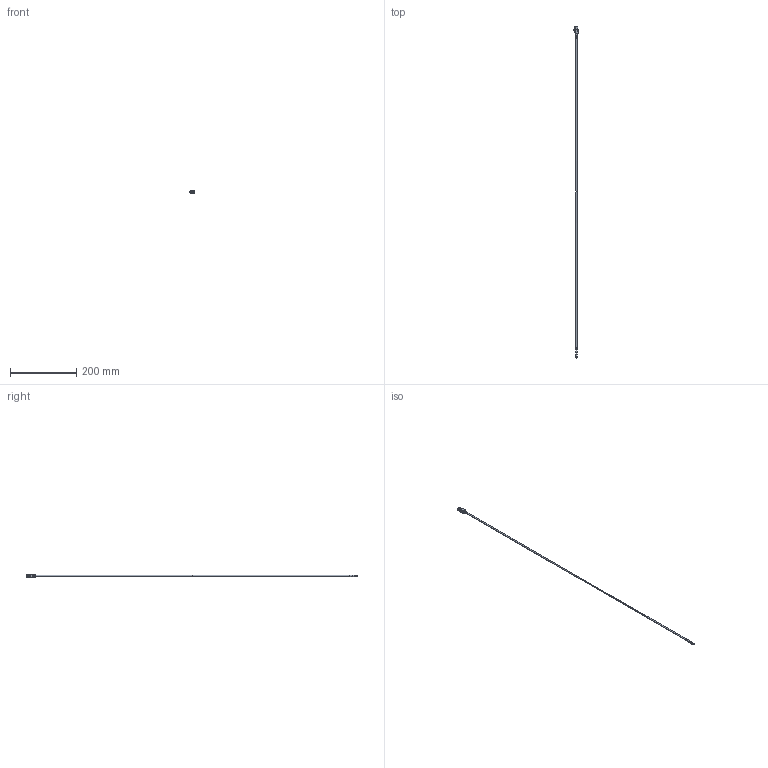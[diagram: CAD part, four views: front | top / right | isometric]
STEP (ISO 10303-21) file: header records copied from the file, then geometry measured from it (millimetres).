
FILE_DESCRIPTION (( 'STEP AP203' ), '1' );
FILE_NAME ('INGUN_SE-STPGG-100HMTDFG100HMTDFGZ.STEP', '2022-05-09T12:26:00', ( 'ochi' ), ( '' ), 'SwSTEP 2.0', 'SolidWorks 2018', '' );
FILE_SCHEMA (( 'CONFIG_CONTROL_DESIGN' ));
Length unit declared in the file: millimetre
Products named in the file (1): INGUN_SE-STPGG-100HMTDFG100HMTDFGZ
Bounding box: 13 x 1000 x 11 mm (x, y, z)
Volume: 13048.4 mm3; surface area: 13609.7 mm2
Topology: 1 solids, 1 shells, 860 faces, 2507 edges, 1663 vertices
Faces by surface type: plane 377, bspline 214, cylinder 181, cone 86, torus 2
Entity records: 37710 total; most frequent: CARTESIAN_POINT 17253, ORIENTED_EDGE 5010, DIRECTION 3212, EDGE_CURVE 2505, VERTEX_POINT 1663, LINE 1072, VECTOR 1072, AXIS2_PLACEMENT_3D 1070
